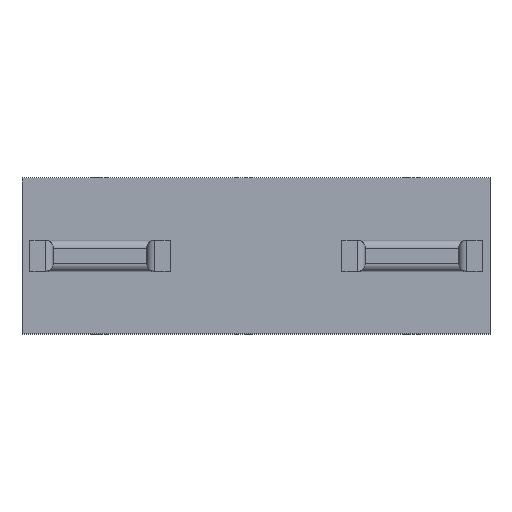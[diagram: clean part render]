
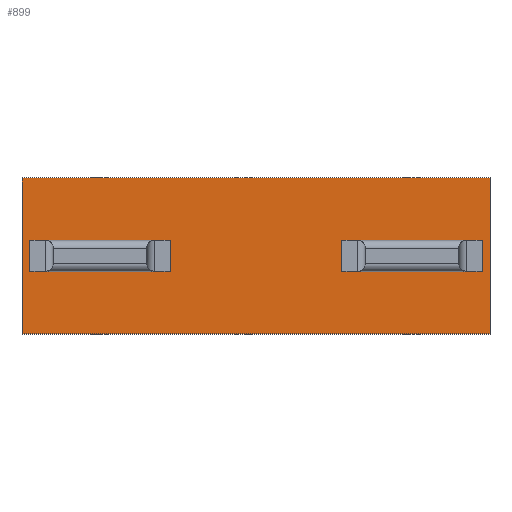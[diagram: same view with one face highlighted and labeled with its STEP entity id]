
A CAD part, top view. The second image highlights one B-rep face of the part: STEP entity #899.
In plain terms, the highlighted planar face has unit normal (0, 0, 1).
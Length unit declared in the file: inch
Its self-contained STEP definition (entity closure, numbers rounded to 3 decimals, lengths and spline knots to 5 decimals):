
#19=FACE_BOUND('',#186,.T.);
#20=FACE_BOUND('',#187,.T.);
#61=PLANE('',#1005);
#121=FACE_OUTER_BOUND('',#185,.T.);
#185=EDGE_LOOP('',(#747,#748,#749,#750));
#186=EDGE_LOOP('',(#751,#752,#753,#754,#755,#756,#757,#758));
#187=EDGE_LOOP('',(#759,#760,#761,#762,#763,#764,#765,#766));
#225=LINE('',#1307,#313);
#234=LINE('',#1337,#322);
#243=LINE('',#1353,#331);
#244=LINE('',#1356,#332);
#247=LINE('',#1362,#335);
#254=LINE('',#1384,#342);
#259=LINE('',#1400,#347);
#270=LINE('',#1423,#358);
#273=LINE('',#1430,#361);
#283=LINE('',#1491,#371);
#287=LINE('',#1500,#375);
#291=LINE('',#1507,#379);
#292=LINE('',#1508,#380);
#293=LINE('',#1510,#381);
#294=LINE('',#1511,#382);
#295=LINE('',#1513,#383);
#296=LINE('',#1514,#384);
#297=LINE('',#1515,#385);
#298=LINE('',#1517,#386);
#299=LINE('',#1518,#387);
#313=VECTOR('',#1033,0.3937);
#322=VECTOR('',#1062,0.3937);
#331=VECTOR('',#1081,0.3937);
#332=VECTOR('',#1084,0.3937);
#335=VECTOR('',#1089,0.3937);
#342=VECTOR('',#1108,0.3937);
#347=VECTOR('',#1125,0.3937);
#358=VECTOR('',#1150,0.3937);
#361=VECTOR('',#1157,0.3937);
#371=VECTOR('',#1233,0.3937);
#375=VECTOR('',#1239,0.3937);
#379=VECTOR('',#1245,0.3937);
#380=VECTOR('',#1246,0.3937);
#381=VECTOR('',#1247,0.3937);
#382=VECTOR('',#1248,0.3937);
#383=VECTOR('',#1249,0.3937);
#384=VECTOR('',#1250,0.3937);
#385=VECTOR('',#1251,0.3937);
#386=VECTOR('',#1252,0.3937);
#387=VECTOR('',#1253,0.3937);
#400=VERTEX_POINT('',#1298);
#403=VERTEX_POINT('',#1306);
#408=VERTEX_POINT('',#1320);
#414=VERTEX_POINT('',#1335);
#416=VERTEX_POINT('',#1351);
#417=VERTEX_POINT('',#1355);
#419=VERTEX_POINT('',#1361);
#427=VERTEX_POINT('',#1381);
#428=VERTEX_POINT('',#1383);
#429=VERTEX_POINT('',#1387);
#433=VERTEX_POINT('',#1399);
#438=VERTEX_POINT('',#1421);
#440=VERTEX_POINT('',#1429);
#457=VERTEX_POINT('',#1489);
#458=VERTEX_POINT('',#1490);
#461=VERTEX_POINT('',#1498);
#462=VERTEX_POINT('',#1499);
#465=VERTEX_POINT('',#1509);
#466=VERTEX_POINT('',#1512);
#467=VERTEX_POINT('',#1516);
#475=EDGE_CURVE('',#403,#400,#225,.T.);
#490=EDGE_CURVE('',#408,#414,#234,.T.);
#499=EDGE_CURVE('',#414,#416,#243,.T.);
#500=EDGE_CURVE('',#417,#408,#244,.T.);
#503=EDGE_CURVE('',#419,#403,#247,.T.);
#513=EDGE_CURVE('',#428,#427,#254,.T.);
#521=EDGE_CURVE('',#433,#429,#259,.T.);
#534=EDGE_CURVE('',#429,#438,#270,.T.);
#537=EDGE_CURVE('',#440,#428,#273,.T.);
#563=EDGE_CURVE('',#457,#458,#283,.T.);
#567=EDGE_CURVE('',#461,#462,#287,.T.);
#571=EDGE_CURVE('',#458,#461,#291,.T.);
#572=EDGE_CURVE('',#462,#457,#292,.T.);
#573=EDGE_CURVE('',#465,#433,#293,.T.);
#574=EDGE_CURVE('',#438,#440,#294,.T.);
#575=EDGE_CURVE('',#427,#466,#295,.T.);
#576=EDGE_CURVE('',#466,#465,#296,.T.);
#577=EDGE_CURVE('',#416,#419,#297,.T.);
#578=EDGE_CURVE('',#400,#467,#298,.T.);
#579=EDGE_CURVE('',#467,#417,#299,.T.);
#747=ORIENTED_EDGE('',*,*,#563,.T.);
#748=ORIENTED_EDGE('',*,*,#571,.T.);
#749=ORIENTED_EDGE('',*,*,#567,.T.);
#750=ORIENTED_EDGE('',*,*,#572,.T.);
#751=ORIENTED_EDGE('',*,*,#573,.T.);
#752=ORIENTED_EDGE('',*,*,#521,.T.);
#753=ORIENTED_EDGE('',*,*,#534,.T.);
#754=ORIENTED_EDGE('',*,*,#574,.T.);
#755=ORIENTED_EDGE('',*,*,#537,.T.);
#756=ORIENTED_EDGE('',*,*,#513,.T.);
#757=ORIENTED_EDGE('',*,*,#575,.T.);
#758=ORIENTED_EDGE('',*,*,#576,.T.);
#759=ORIENTED_EDGE('',*,*,#500,.T.);
#760=ORIENTED_EDGE('',*,*,#490,.T.);
#761=ORIENTED_EDGE('',*,*,#499,.T.);
#762=ORIENTED_EDGE('',*,*,#577,.T.);
#763=ORIENTED_EDGE('',*,*,#503,.T.);
#764=ORIENTED_EDGE('',*,*,#475,.T.);
#765=ORIENTED_EDGE('',*,*,#578,.T.);
#766=ORIENTED_EDGE('',*,*,#579,.T.);
#899=ADVANCED_FACE('',(#121,#19,#20),#61,.T.);
#1005=AXIS2_PLACEMENT_3D('',#1506,#1243,#1244);
#1033=DIRECTION('',(1.,0.,0.));
#1062=DIRECTION('',(-1.,0.,0.));
#1081=DIRECTION('',(-1.,0.,0.));
#1084=DIRECTION('',(-1.,0.,0.));
#1089=DIRECTION('',(1.,0.,0.));
#1108=DIRECTION('',(-1.,0.,0.));
#1125=DIRECTION('',(1.,0.,0.));
#1150=DIRECTION('',(1.,0.,0.));
#1157=DIRECTION('',(-1.,0.,0.));
#1233=DIRECTION('',(-1.,0.,0.));
#1239=DIRECTION('',(1.,0.,0.));
#1243=DIRECTION('center_axis',(0.,0.,1.));
#1244=DIRECTION('ref_axis',(1.,0.,0.));
#1245=DIRECTION('',(0.,-1.,0.));
#1246=DIRECTION('',(0.,1.,0.));
#1247=DIRECTION('',(1.,0.,0.));
#1248=DIRECTION('',(0.,-1.,0.));
#1249=DIRECTION('',(-1.,0.,0.));
#1250=DIRECTION('',(0.,1.,0.));
#1251=DIRECTION('',(0.,1.,0.));
#1252=DIRECTION('',(1.,0.,0.));
#1253=DIRECTION('',(0.,-1.,0.));
#1298=CARTESIAN_POINT('',(2.7,0.2,0.3));
#1306=CARTESIAN_POINT('',(1.3,0.2,0.3));
#1307=CARTESIAN_POINT('',(1.45,0.2,0.3));
#1320=CARTESIAN_POINT('',(2.7,-0.2,0.3));
#1335=CARTESIAN_POINT('',(1.3,-0.2,0.3));
#1337=CARTESIAN_POINT('',(0.55,-0.2,0.3));
#1351=CARTESIAN_POINT('',(1.1,-0.2,0.3));
#1353=CARTESIAN_POINT('',(0.55,-0.2,0.3));
#1355=CARTESIAN_POINT('',(2.9,-0.2,0.3));
#1356=CARTESIAN_POINT('',(0.55,-0.2,0.3));
#1361=CARTESIAN_POINT('',(1.1,0.2,0.3));
#1362=CARTESIAN_POINT('',(1.45,0.2,0.3));
#1381=CARTESIAN_POINT('',(-2.7,-0.2,0.3));
#1383=CARTESIAN_POINT('',(-1.3,-0.2,0.3));
#1384=CARTESIAN_POINT('',(-1.45,-0.2,0.3));
#1387=CARTESIAN_POINT('',(-1.3,0.2,0.3));
#1399=CARTESIAN_POINT('',(-2.7,0.2,0.3));
#1400=CARTESIAN_POINT('',(-0.55,0.2,0.3));
#1421=CARTESIAN_POINT('',(-1.1,0.2,0.3));
#1423=CARTESIAN_POINT('',(-0.55,0.2,0.3));
#1429=CARTESIAN_POINT('',(-1.1,-0.2,0.3));
#1430=CARTESIAN_POINT('',(-1.45,-0.2,0.3));
#1489=CARTESIAN_POINT('',(3.,1.,0.3));
#1490=CARTESIAN_POINT('',(-3.,1.,0.3));
#1491=CARTESIAN_POINT('',(1.5,1.,0.3));
#1498=CARTESIAN_POINT('',(-3.,-1.,0.3));
#1499=CARTESIAN_POINT('',(3.,-1.,0.3));
#1500=CARTESIAN_POINT('',(-1.5,-1.,0.3));
#1506=CARTESIAN_POINT('Origin',(0.,0.,0.3));
#1507=CARTESIAN_POINT('',(-3.,-1.625,0.3));
#1508=CARTESIAN_POINT('',(3.,1.625,0.3));
#1509=CARTESIAN_POINT('',(-2.9,0.2,0.3));
#1510=CARTESIAN_POINT('',(-0.55,0.2,0.3));
#1511=CARTESIAN_POINT('',(-1.1,-0.1,0.3));
#1512=CARTESIAN_POINT('',(-2.9,-0.2,0.3));
#1513=CARTESIAN_POINT('',(-1.45,-0.2,0.3));
#1514=CARTESIAN_POINT('',(-2.9,0.1,0.3));
#1515=CARTESIAN_POINT('',(1.1,0.1,0.3));
#1516=CARTESIAN_POINT('',(2.9,0.2,0.3));
#1517=CARTESIAN_POINT('',(1.45,0.2,0.3));
#1518=CARTESIAN_POINT('',(2.9,-0.1,0.3));
